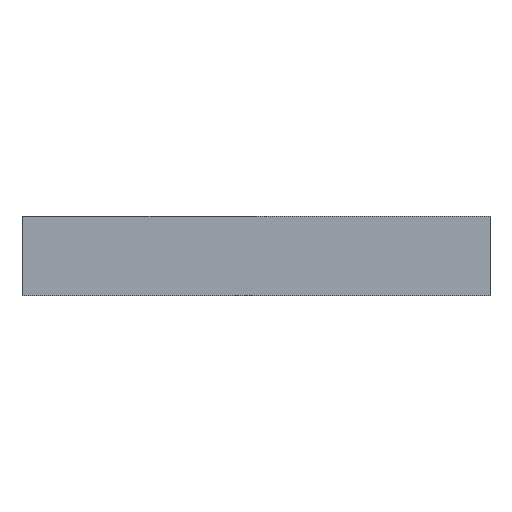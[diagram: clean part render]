
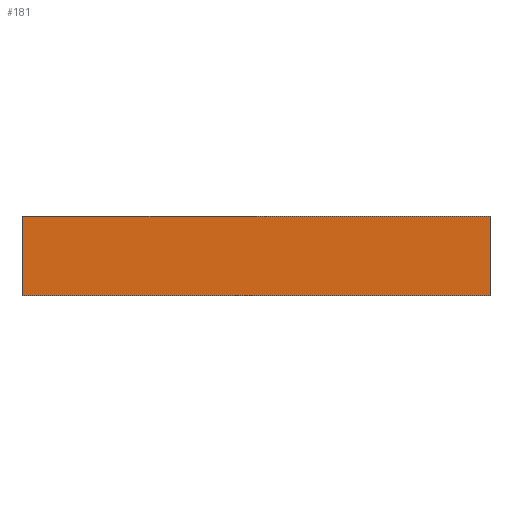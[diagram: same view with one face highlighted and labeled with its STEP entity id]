
A CAD part, front view. The second image highlights one B-rep face of the part: STEP entity #181.
In plain terms, the highlighted planar face has unit normal (0, -1, 0).
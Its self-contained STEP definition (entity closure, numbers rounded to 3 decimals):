
#5 = CARTESIAN_POINT ( 'NONE',  ( 0., 0., 0. ) ) ;
#8 = CARTESIAN_POINT ( 'NONE',  ( 0., 0., 16. ) ) ;
#82 = DIRECTION ( 'NONE',  ( 0., 0., -1. ) ) ;
#90 = CARTESIAN_POINT ( 'NONE',  ( 94., 0., 0. ) ) ;
#107 = CARTESIAN_POINT ( 'NONE',  ( 94., 0., 16. ) ) ;
#127 = CARTESIAN_POINT ( 'NONE',  ( 94., 0., 16. ) ) ;
#181 = ADVANCED_FACE ( 'NONE', ( #426 ), #1116, .F. ) ;
#281 = LINE ( 'NONE', #989, #328 ) ;
#282 = LINE ( 'NONE', #981, #329 ) ;
#304 = VECTOR ( 'NONE', #82, 1000. ) ;
#305 = LINE ( 'NONE', #127, #304 ) ;
#328 = VECTOR ( 'NONE', #988, 1000. ) ;
#329 = VECTOR ( 'NONE', #979, 1000. ) ;
#344 = EDGE_LOOP ( 'NONE', ( #555, #554, #569, #558 ) ) ;
#419 = VECTOR ( 'NONE', #1180, 1000. ) ;
#426 = FACE_OUTER_BOUND ( 'NONE', #344, .T. ) ;
#554 = ORIENTED_EDGE ( 'NONE', *, *, #817, .F. ) ;
#555 = ORIENTED_EDGE ( 'NONE', *, *, #752, .T. ) ;
#558 = ORIENTED_EDGE ( 'NONE', *, *, #798, .T. ) ;
#569 = ORIENTED_EDGE ( 'NONE', *, *, #801, .F. ) ;
#583 = LINE ( 'NONE', #1186, #419 ) ;
#723 = AXIS2_PLACEMENT_3D ( 'NONE', #1122, #1118, #1117 ) ;
#752 = EDGE_CURVE ( 'NONE', #871, #869, #583, .T. ) ;
#798 = EDGE_CURVE ( 'NONE', #922, #871, #281, .T. ) ;
#801 = EDGE_CURVE ( 'NONE', #922, #867, #282, .T. ) ;
#817 = EDGE_CURVE ( 'NONE', #867, #869, #305, .T. ) ;
#867 = VERTEX_POINT ( 'NONE', #107 ) ;
#869 = VERTEX_POINT ( 'NONE', #90 ) ;
#871 = VERTEX_POINT ( 'NONE', #5 ) ;
#922 = VERTEX_POINT ( 'NONE', #8 ) ;
#979 = DIRECTION ( 'NONE',  ( 1., 0., 0. ) ) ;
#981 = CARTESIAN_POINT ( 'NONE',  ( 0., 0., 16. ) ) ;
#988 = DIRECTION ( 'NONE',  ( 0., 0., -1. ) ) ;
#989 = CARTESIAN_POINT ( 'NONE',  ( 0., 0., 16. ) ) ;
#1116 = PLANE ( 'NONE',  #723 ) ;
#1117 = DIRECTION ( 'NONE',  ( 0., 0., 1. ) ) ;
#1118 = DIRECTION ( 'NONE',  ( 0., 1., 0. ) ) ;
#1122 = CARTESIAN_POINT ( 'NONE',  ( 0., 0., 16. ) ) ;
#1180 = DIRECTION ( 'NONE',  ( 1., 0., 0. ) ) ;
#1186 = CARTESIAN_POINT ( 'NONE',  ( 0., 0., 0. ) ) ;
